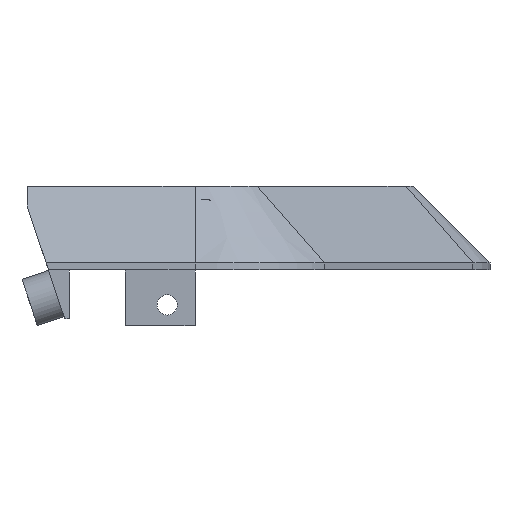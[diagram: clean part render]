
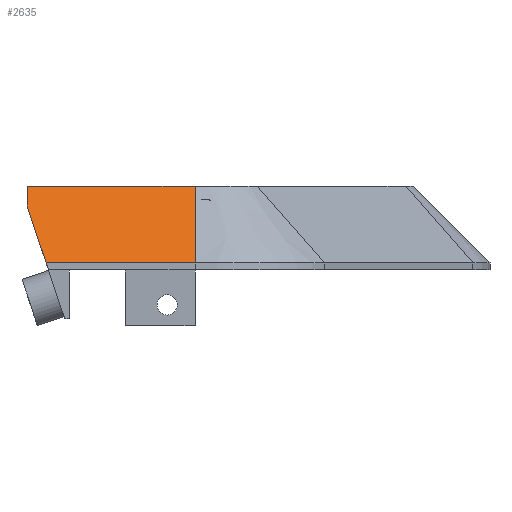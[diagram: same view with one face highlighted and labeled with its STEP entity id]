
A CAD part, left-side view. The second image highlights one B-rep face of the part: STEP entity #2635.
In plain terms, the highlighted planar face has unit normal (-0.707, 0, 0.707).
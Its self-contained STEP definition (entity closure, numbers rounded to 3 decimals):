
#44 = PLANE('',#45);
#45 = AXIS2_PLACEMENT_3D('',#46,#47,#48);
#46 = CARTESIAN_POINT('',(-100.,-24.,0.));
#47 = DIRECTION('',(-1.,0.,0.));
#48 = DIRECTION('',(0.,1.,0.));
#300 = PLANE('',#301);
#301 = AXIS2_PLACEMENT_3D('',#302,#303,#304);
#302 = CARTESIAN_POINT('',(100.,0.,9.));
#303 = DIRECTION('',(0.,-0.949,0.316));
#304 = DIRECTION('',(0.,-0.316,-0.949));
#909 = VERTEX_POINT('',#910);
#910 = CARTESIAN_POINT('',(-100.,-24.,1.));
#931 = EDGE_CURVE('',#909,#932,#934,.T.);
#932 = VERTEX_POINT('',#933);
#933 = CARTESIAN_POINT('',(-100.,-2.667,1.));
#934 = SURFACE_CURVE('',#935,(#939,#946),.PCURVE_S1.);
#935 = LINE('',#936,#937);
#936 = CARTESIAN_POINT('',(-100.,-24.,1.));
#937 = VECTOR('',#938,1.);
#938 = DIRECTION('',(0.,1.,0.));
#939 = PCURVE('',#44,#940);
#940 = DEFINITIONAL_REPRESENTATION('',(#941),#945);
#941 = LINE('',#942,#943);
#942 = CARTESIAN_POINT('',(0.,-1.));
#943 = VECTOR('',#944,1.);
#944 = DIRECTION('',(1.,0.));
#945 = ( GEOMETRIC_REPRESENTATION_CONTEXT(2) 
PARAMETRIC_REPRESENTATION_CONTEXT() REPRESENTATION_CONTEXT('2D SPACE',''
  ) );
#946 = PCURVE('',#947,#952);
#947 = PLANE('',#948);
#948 = AXIS2_PLACEMENT_3D('',#949,#950,#951);
#949 = CARTESIAN_POINT('',(-94.5,-24.,6.5));
#950 = DIRECTION('',(-0.707,0.,0.707));
#951 = DIRECTION('',(-0.,-1.,-0.));
#952 = DEFINITIONAL_REPRESENTATION('',(#953),#957);
#953 = LINE('',#954,#955);
#954 = CARTESIAN_POINT('',(-0.,-7.778));
#955 = VECTOR('',#956,1.);
#956 = DIRECTION('',(-1.,0.));
#957 = ( GEOMETRIC_REPRESENTATION_CONTEXT(2) 
PARAMETRIC_REPRESENTATION_CONTEXT() REPRESENTATION_CONTEXT('2D SPACE',''
  ) );
#1002 = CONICAL_SURFACE('',#1003,21.294,0.785);
#1003 = AXIS2_PLACEMENT_3D('',#1004,#1005,#1006);
#1004 = CARTESIAN_POINT('',(-78.706,-24.,1.));
#1005 = DIRECTION('',(-0.,-0.,-1.));
#1006 = DIRECTION('',(-0.495,-0.869,0.));
#1070 = VERTEX_POINT('',#1071);
#1071 = CARTESIAN_POINT('',(-92.,0.,9.));
#1085 = PLANE('',#1086);
#1086 = AXIS2_PLACEMENT_3D('',#1087,#1088,#1089);
#1087 = CARTESIAN_POINT('',(-100.,0.,0.));
#1088 = DIRECTION('',(0.,1.,0.));
#1089 = DIRECTION('',(1.,0.,0.));
#1097 = EDGE_CURVE('',#1070,#932,#1098,.T.);
#1098 = SURFACE_CURVE('',#1099,(#1103,#1110),.PCURVE_S1.);
#1099 = LINE('',#1100,#1101);
#1100 = CARTESIAN_POINT('',(-49.605,14.132,
    51.395));
#1101 = VECTOR('',#1102,1.);
#1102 = DIRECTION('',(-0.688,-0.229,-0.688));
#1103 = PCURVE('',#300,#1104);
#1104 = DEFINITIONAL_REPRESENTATION('',(#1105),#1109);
#1105 = LINE('',#1106,#1107);
#1106 = CARTESIAN_POINT('',(-44.688,-149.605));
#1107 = VECTOR('',#1108,1.);
#1108 = DIRECTION('',(0.725,-0.688));
#1109 = ( GEOMETRIC_REPRESENTATION_CONTEXT(2) 
PARAMETRIC_REPRESENTATION_CONTEXT() REPRESENTATION_CONTEXT('2D SPACE',''
  ) );
#1110 = PCURVE('',#947,#1111);
#1111 = DEFINITIONAL_REPRESENTATION('',(#1112),#1116);
#1112 = LINE('',#1113,#1114);
#1113 = CARTESIAN_POINT('',(-38.132,63.491));
#1114 = VECTOR('',#1115,1.);
#1115 = DIRECTION('',(0.229,-0.973));
#1116 = ( GEOMETRIC_REPRESENTATION_CONTEXT(2) 
PARAMETRIC_REPRESENTATION_CONTEXT() REPRESENTATION_CONTEXT('2D SPACE',''
  ) );
#2635 = ADVANCED_FACE('',(#2636),#947,.T.);
#2636 = FACE_BOUND('',#2637,.F.);
#2637 = EDGE_LOOP('',(#2638,#2661,#2662,#2663,#2686));
#2638 = ORIENTED_EDGE('',*,*,#2639,.F.);
#2639 = EDGE_CURVE('',#909,#2640,#2642,.T.);
#2640 = VERTEX_POINT('',#2641);
#2641 = CARTESIAN_POINT('',(-89.,-24.,12.));
#2642 = SURFACE_CURVE('',#2643,(#2647,#2654),.PCURVE_S1.);
#2643 = LINE('',#2644,#2645);
#2644 = CARTESIAN_POINT('',(-100.,-24.,1.));
#2645 = VECTOR('',#2646,1.);
#2646 = DIRECTION('',(0.707,0.,0.707)
  );
#2647 = PCURVE('',#947,#2648);
#2648 = DEFINITIONAL_REPRESENTATION('',(#2649),#2653);
#2649 = LINE('',#2650,#2651);
#2650 = CARTESIAN_POINT('',(-0.,-7.778));
#2651 = VECTOR('',#2652,1.);
#2652 = DIRECTION('',(0.,1.));
#2653 = ( GEOMETRIC_REPRESENTATION_CONTEXT(2) 
PARAMETRIC_REPRESENTATION_CONTEXT() REPRESENTATION_CONTEXT('2D SPACE',''
  ) );
#2654 = PCURVE('',#1002,#2655);
#2655 = DEFINITIONAL_REPRESENTATION('',(#2656),#2660);
#2656 = LINE('',#2657,#2658);
#2657 = CARTESIAN_POINT('',(1.053,-0.));
#2658 = VECTOR('',#2659,1.);
#2659 = DIRECTION('',(0.,-1.));
#2660 = ( GEOMETRIC_REPRESENTATION_CONTEXT(2) 
PARAMETRIC_REPRESENTATION_CONTEXT() REPRESENTATION_CONTEXT('2D SPACE',''
  ) );
#2661 = ORIENTED_EDGE('',*,*,#931,.T.);
#2662 = ORIENTED_EDGE('',*,*,#1097,.F.);
#2663 = ORIENTED_EDGE('',*,*,#2664,.T.);
#2664 = EDGE_CURVE('',#1070,#2665,#2667,.T.);
#2665 = VERTEX_POINT('',#2666);
#2666 = CARTESIAN_POINT('',(-89.,0.,12.));
#2667 = SURFACE_CURVE('',#2668,(#2672,#2679),.PCURVE_S1.);
#2668 = LINE('',#2669,#2670);
#2669 = CARTESIAN_POINT('',(-97.5,0.,3.5));
#2670 = VECTOR('',#2671,1.);
#2671 = DIRECTION('',(0.707,0.,0.707));
#2672 = PCURVE('',#947,#2673);
#2673 = DEFINITIONAL_REPRESENTATION('',(#2674),#2678);
#2674 = LINE('',#2675,#2676);
#2675 = CARTESIAN_POINT('',(-24.,-4.243));
#2676 = VECTOR('',#2677,1.);
#2677 = DIRECTION('',(-0.,1.));
#2678 = ( GEOMETRIC_REPRESENTATION_CONTEXT(2) 
PARAMETRIC_REPRESENTATION_CONTEXT() REPRESENTATION_CONTEXT('2D SPACE',''
  ) );
#2679 = PCURVE('',#1085,#2680);
#2680 = DEFINITIONAL_REPRESENTATION('',(#2681),#2685);
#2681 = LINE('',#2682,#2683);
#2682 = CARTESIAN_POINT('',(2.5,-3.5));
#2683 = VECTOR('',#2684,1.);
#2684 = DIRECTION('',(0.707,-0.707));
#2685 = ( GEOMETRIC_REPRESENTATION_CONTEXT(2) 
PARAMETRIC_REPRESENTATION_CONTEXT() REPRESENTATION_CONTEXT('2D SPACE',''
  ) );
#2686 = ORIENTED_EDGE('',*,*,#2687,.F.);
#2687 = EDGE_CURVE('',#2640,#2665,#2688,.T.);
#2688 = SURFACE_CURVE('',#2689,(#2693,#2700),.PCURVE_S1.);
#2689 = LINE('',#2690,#2691);
#2690 = CARTESIAN_POINT('',(-89.,-24.,12.));
#2691 = VECTOR('',#2692,1.);
#2692 = DIRECTION('',(0.,1.,0.));
#2693 = PCURVE('',#947,#2694);
#2694 = DEFINITIONAL_REPRESENTATION('',(#2695),#2699);
#2695 = LINE('',#2696,#2697);
#2696 = CARTESIAN_POINT('',(-0.,7.778));
#2697 = VECTOR('',#2698,1.);
#2698 = DIRECTION('',(-1.,0.));
#2699 = ( GEOMETRIC_REPRESENTATION_CONTEXT(2) 
PARAMETRIC_REPRESENTATION_CONTEXT() REPRESENTATION_CONTEXT('2D SPACE',''
  ) );
#2700 = PCURVE('',#2701,#2706);
#2701 = PLANE('',#2702);
#2702 = AXIS2_PLACEMENT_3D('',#2703,#2704,#2705);
#2703 = CARTESIAN_POINT('',(0.,-28.047,12.));
#2704 = DIRECTION('',(0.,0.,1.));
#2705 = DIRECTION('',(1.,0.,0.));
#2706 = DEFINITIONAL_REPRESENTATION('',(#2707),#2711);
#2707 = LINE('',#2708,#2709);
#2708 = CARTESIAN_POINT('',(-89.,4.047));
#2709 = VECTOR('',#2710,1.);
#2710 = DIRECTION('',(0.,1.));
#2711 = ( GEOMETRIC_REPRESENTATION_CONTEXT(2) 
PARAMETRIC_REPRESENTATION_CONTEXT() REPRESENTATION_CONTEXT('2D SPACE',''
  ) );
